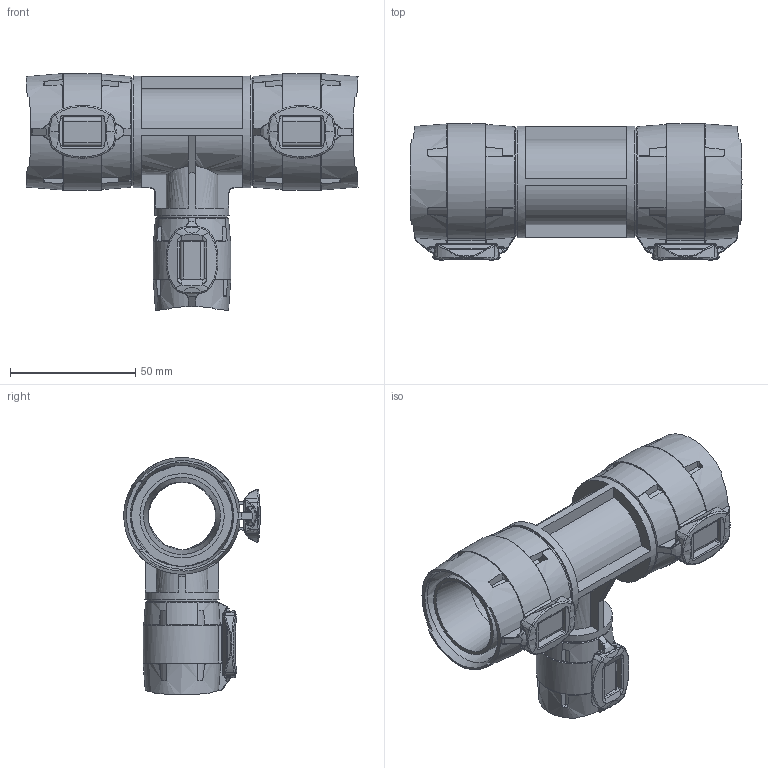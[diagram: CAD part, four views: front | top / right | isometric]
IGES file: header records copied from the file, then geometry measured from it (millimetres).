
Global section: file name: 620114; native system: Autodesk Inventor 2023; preprocessor: unknown; author: JANAN; date: 20250930.142912; units: millimetre
Bounding box: 132.4 x 54.45 x 94.41 mm (x, y, z)
Volume: 94770.9 mm3; surface area: 86624.3 mm2
Topology: 10 solids, 10 shells, 1385 faces, 3764 edges, 2402 vertices
Faces by surface type: bspline 1385
